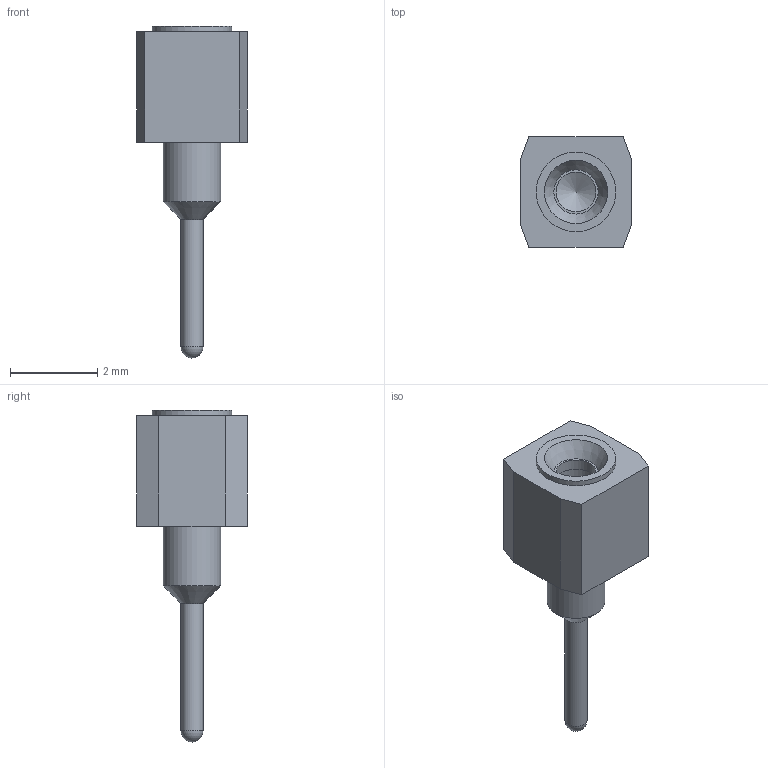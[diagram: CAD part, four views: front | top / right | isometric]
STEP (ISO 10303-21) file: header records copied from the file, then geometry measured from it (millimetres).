
FILE_DESCRIPTION(('FreeCAD Model'),'2;1');
FILE_NAME('_SC-1P1_pins_sp.step','2019-02-19T12:18:28' ,('kicad StepUp'),('ksu MCAD'),'Open CASCADE STEP processor 7.2', 'FreeCAD','Unknown');
FILE_SCHEMA(('AUTOMOTIVE_DESIGN { 1 0 10303 214 1 1 1 1 }'));
Length unit declared in the file: millimetre
Products named in the file (1): _SC-1P1_pins_sp
Bounding box: 2.54 x 2.54 x 7.62 mm (x, y, z)
Volume: 15.6 mm3; surface area: 64.4 mm2
Topology: 1 solids, 2 shells, 26 faces, 59 edges, 40 vertices
Faces by surface type: plane 15, cylinder 7, cone 3, sphere 1
Full cylindrical faces by diameter (mm): 0.508 x1, 0.914 x1, 1.016 x1, 1.321 x2, 1.829 x2
Entity records: 921 total; most frequent: CARTESIAN_POINT 139, DIRECTION 122, ORIENTED_EDGE 114, EDGE_CURVE 57, AXIS2_PLACEMENT_3D 49, VERTEX_POINT 40, FACE_BOUND 33, EDGE_LOOP 33
